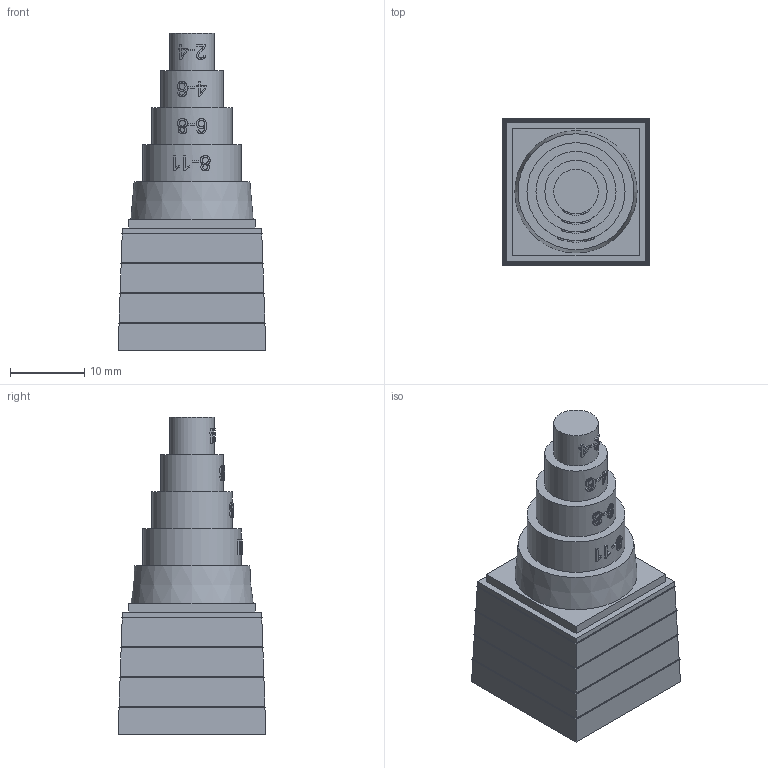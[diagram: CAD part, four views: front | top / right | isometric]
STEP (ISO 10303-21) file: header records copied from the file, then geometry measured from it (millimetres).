
FILE_DESCRIPTION(/* description */ (''),/* implementation_level */ '2;1');
FILE_NAME(/* name */ '28553_4_KDS-DE_K_2-11.stp',/* time_stamp */ '2023-10-17T10:04:13+02:00',/* author */ (''),/* organization */ (''),/* preprocessor_version */ 'ST-DEVELOPER v19.3',/* originating_system */ 'SIEMENS PLM Software NX2212.1700',/* authorisation */ '');
FILE_SCHEMA (('AUTOMOTIVE_DESIGN { 1 0 10303 214 3 1 1 1 }'));
Length unit declared in the file: millimetre
Products named in the file (1): 28553_4_KDS-DE_K_2-11
Bounding box: 19.9 x 19.9 x 42.7 mm (x, y, z)
Volume: 9088.6 mm3; surface area: 3001.8 mm2
Topology: 1 solids, 1 shells, 160 faces, 371 edges, 244 vertices
Faces by surface type: plane 105, extrusion 29, cylinder 25, cone 1
Full cylindrical faces by diameter (mm): 6 x1, 8.4 x1, 10.8 x1, 13.2 x1
Entity records: 6133 total; most frequent: CARTESIAN_POINT 2711, ORIENTED_EDGE 708, DIRECTION 574, EDGE_CURVE 354, VERTEX_POINT 238, VECTOR 236, LINE 207, EDGE_LOOP 202
